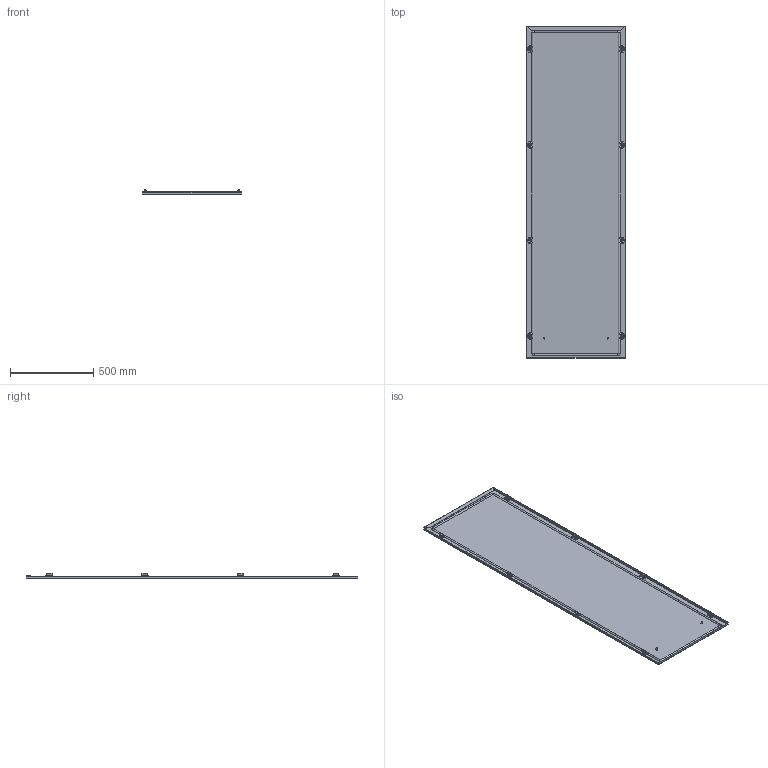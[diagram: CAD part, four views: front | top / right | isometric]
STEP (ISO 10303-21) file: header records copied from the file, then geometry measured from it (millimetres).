
FILE_DESCRIPTION (( 'STEP AP203' ), '1' );
FILE_NAME ('UR41701200600 Ñòåíêà çàäíÿÿ RS52 200.60 (000.801.417-01) .STEP', '2022-04-12T10:42:54', ( '' ), ( '' ), 'SwSTEP 2.0', 'SolidWorks 2017', '' );
FILE_SCHEMA (( 'CONFIG_CONTROL_DESIGN' ));
Length unit declared in the file: millimetre
Products named in the file (9): UR41701200600 Ñòåíêà çàäíÿÿ RS52 200.60 (000.801.417-01) ; 001-118 相礤朦 耱屙觇 玎漤彘 RS52 200.00_01 (200.60); Âèíò ISO 10642 TX_Œ5å16; 029-336 Êðîíøòåéí ñòåíêè çàäíåé LC3; Óïëîòíèòåëü ÏÏÓ äëÿ ñòåíêè çàäíåé LC3_21 (200å60); Øïèëüêà çàçåìëåíèÿ CKF CS_Œ6å16; 000.132.170 Îñíîâàíèå ñòåíêè çàäíåé RS52 200.00_01 (200.60); 000.130.393 Ñòåíêà çàäíÿÿ RS52 200.00_01 (200.60); Âèíò ISO 7380-2 TX_Œ5å12
Assembly tree (38 placements, depth 4):
  UR41701200600 Ñòåíêà çàäíÿÿ RS52 200.60 (000.801.417-01) 
    000.130.393 Ñòåíêà çàäíÿÿ RS52 200.00_01 (200.60)
      000.132.170 Îñíîâàíèå ñòåíêè çàäíåé RS52 200.00_01 (200.60)
        001-118 相礤朦 耱屙觇 玎漤彘 RS52 200.00_01 (200.60)
        Øïèëüêà çàçåìëåíèÿ CKF CS_Œ6å16  x2
      Óïëîòíèòåëü ÏÏÓ äëÿ ñòåíêè çàäíåé LC3_21 (200å60)
    029-336 Êðîíøòåéí ñòåíêè çàäíåé LC3  x8
    Âèíò ISO 10642 TX_Œ5å16  x16
    Âèíò ISO 7380-2 TX_Œ5å12  x8
Bounding box: 596.8 x 1997 x 30.97 mm (x, y, z)
Volume: 2113573.6 mm3; surface area: 2747337.6 mm2
Topology: 36 solids, 36 shells, 1541 faces, 4668 edges, 3212 vertices
Faces by surface type: cylinder 710, plane 509, cone 164, torus 100, bspline 58
Entity records: 13530 total; most frequent: CARTESIAN_POINT 3856, DIRECTION 1741, ORIENTED_EDGE 1612, EDGE_CURVE 806, AXIS2_PLACEMENT_3D 724, VERTEX_POINT 515, EDGE_LOOP 373, CIRCLE 370
